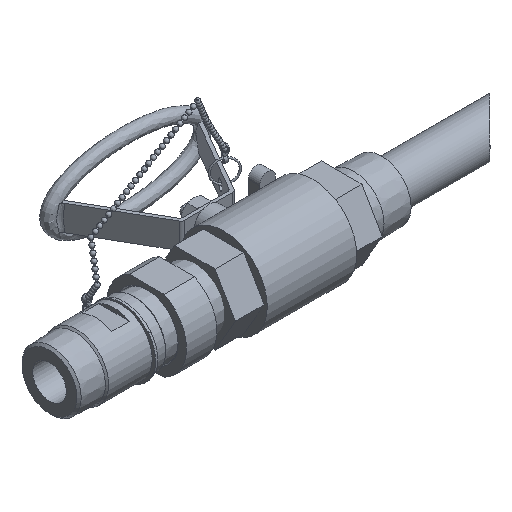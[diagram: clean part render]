
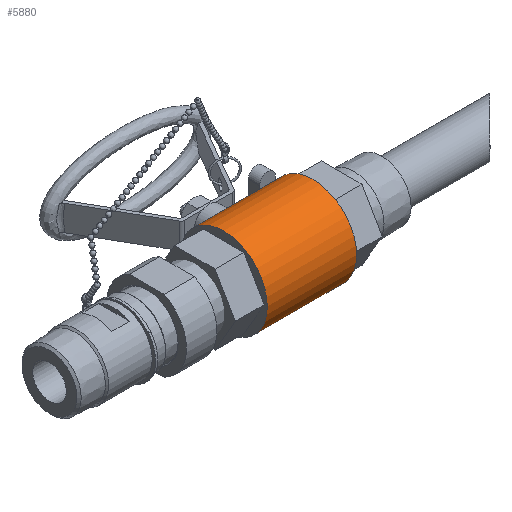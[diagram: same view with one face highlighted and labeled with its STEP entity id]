
A CAD part, isometric view. The second image highlights one B-rep face of the part: STEP entity #5880.
In plain terms, the highlighted cylindrical face has radius 34.722 mm (diameter 69.444 mm), a full revolution.
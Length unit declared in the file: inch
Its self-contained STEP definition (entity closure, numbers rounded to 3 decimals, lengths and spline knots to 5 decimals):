
#13=B_SPLINE_CURVE_WITH_KNOTS('',3,(#10241,#10242,#10243,#10244,#10245,
#10246,#10247,#10248,#10249,#10250,#10251,#10252,#10253,#10254,#10255,#10256,
#10257,#10258,#10259,#10260,#10261,#10262),.UNSPECIFIED.,.T.,.F.,(4,1,1,
1,1,1,1,1,1,1,1,1,1,1,1,1,1,1,1,4),(-14.79246,-14.08806,
-13.38365,-12.67925,-11.97485,-11.03564,
-10.80084,-10.56604,-10.09644,-9.15724,
-8.68764,-8.21803,-8.10063,-7.98323,
-7.74843,-7.27883,-6.80923,-6.33963,
-5.63522,-4.93082),.UNSPECIFIED.);
#204=FACE_BOUND('',#1111,.T.);
#205=FACE_BOUND('',#1112,.T.);
#435=CYLINDRICAL_SURFACE('',#6681,1.367);
#741=FACE_OUTER_BOUND('',#1110,.T.);
#1110=EDGE_LOOP('',(#4989,#4990,#4991,#4992));
#1111=EDGE_LOOP('',(#4993,#4994,#4995,#4996));
#1112=EDGE_LOOP('',(#4997));
#1412=LINE('',#10106,#1715);
#1414=LINE('',#10112,#1717);
#1420=LINE('',#10295,#1723);
#1715=VECTOR('',#8411,0.3937);
#1717=VECTOR('',#8417,0.3937);
#1723=VECTOR('',#8447,1.367);
#2182=CIRCLE('',#6656,1.367);
#2183=CIRCLE('',#6664,1.367);
#2184=CIRCLE('',#6666,1.367);
#2188=CIRCLE('',#6674,1.367);
#2664=VERTEX_POINT('',#10050);
#2677=VERTEX_POINT('',#10089);
#2678=VERTEX_POINT('',#10092);
#2679=VERTEX_POINT('',#10093);
#2684=VERTEX_POINT('',#10105);
#2686=VERTEX_POINT('',#10111);
#2691=VERTEX_POINT('',#10239);
#3433=EDGE_CURVE('',#2664,#2664,#2182,.T.);
#3452=EDGE_CURVE('',#2677,#2677,#2183,.T.);
#3453=EDGE_CURVE('',#2678,#2679,#2184,.T.);
#3459=EDGE_CURVE('',#2684,#2678,#1412,.T.);
#3462=EDGE_CURVE('',#2679,#2686,#1414,.T.);
#3467=EDGE_CURVE('',#2686,#2684,#2188,.T.);
#3472=EDGE_CURVE('',#2691,#2691,#13,.T.);
#3477=EDGE_CURVE('',#2677,#2664,#1420,.T.);
#4989=ORIENTED_EDGE('',*,*,#3452,.T.);
#4990=ORIENTED_EDGE('',*,*,#3477,.T.);
#4991=ORIENTED_EDGE('',*,*,#3433,.T.);
#4992=ORIENTED_EDGE('',*,*,#3477,.F.);
#4993=ORIENTED_EDGE('',*,*,#3459,.T.);
#4994=ORIENTED_EDGE('',*,*,#3453,.T.);
#4995=ORIENTED_EDGE('',*,*,#3462,.T.);
#4996=ORIENTED_EDGE('',*,*,#3467,.T.);
#4997=ORIENTED_EDGE('',*,*,#3472,.F.);
#5880=ADVANCED_FACE('',(#741,#204,#205),#435,.T.);
#6656=AXIS2_PLACEMENT_3D('',#10051,#8364,#8365);
#6664=AXIS2_PLACEMENT_3D('',#10090,#8398,#8399);
#6666=AXIS2_PLACEMENT_3D('',#10094,#8402,#8403);
#6674=AXIS2_PLACEMENT_3D('',#10121,#8428,#8429);
#6681=AXIS2_PLACEMENT_3D('',#10294,#8445,#8446);
#8364=DIRECTION('center_axis',(1.,0.,0.));
#8365=DIRECTION('ref_axis',(0.,1.,0.));
#8398=DIRECTION('center_axis',(-1.,0.,0.));
#8399=DIRECTION('ref_axis',(0.,1.,0.));
#8402=DIRECTION('center_axis',(1.,0.,0.));
#8403=DIRECTION('ref_axis',(0.,1.,0.));
#8411=DIRECTION('',(1.,0.,0.));
#8417=DIRECTION('',(-1.,0.,0.));
#8428=DIRECTION('center_axis',(-1.,0.,0.));
#8429=DIRECTION('ref_axis',(0.,1.,0.));
#8445=DIRECTION('center_axis',(1.,0.,0.));
#8446=DIRECTION('ref_axis',(0.,1.,0.));
#8447=DIRECTION('',(-1.,0.,0.));
#10050=CARTESIAN_POINT('',(-2.32835,-1.367,0.));
#10051=CARTESIAN_POINT('Origin',(-2.32835,0.,
0.));
#10089=CARTESIAN_POINT('',(0.47165,-1.367,0.));
#10090=CARTESIAN_POINT('Origin',(0.47165,0.,
0.));
#10092=CARTESIAN_POINT('',(0.37165,1.075,-0.84443));
#10093=CARTESIAN_POINT('',(0.37165,1.075,0.84443));
#10094=CARTESIAN_POINT('Origin',(0.37165,0.,
0.));
#10105=CARTESIAN_POINT('',(-0.12835,1.075,-0.84443));
#10106=CARTESIAN_POINT('',(-0.92835,1.075,-0.84443));
#10111=CARTESIAN_POINT('',(-0.12835,1.075,0.84443));
#10112=CARTESIAN_POINT('',(-0.92835,1.075,0.84443));
#10121=CARTESIAN_POINT('Origin',(-0.12835,0.,
0.));
#10239=CARTESIAN_POINT('',(-1.14555,1.26693,-0.5134));
#10241=CARTESIAN_POINT('Ctrl Pts',(-1.14555,1.26693,-0.5134));
#10242=CARTESIAN_POINT('Ctrl Pts',(-1.23197,1.27873,-0.48429));
#10243=CARTESIAN_POINT('Ctrl Pts',(-1.38669,1.3138,-0.39244));
#10244=CARTESIAN_POINT('Ctrl Pts',(-1.53269,1.36282,-0.17811));
#10245=CARTESIAN_POINT('Ctrl Pts',(-1.559,1.37281,0.07712));
#10246=CARTESIAN_POINT('Ctrl Pts',(-1.44661,1.33212,0.34032));
#10247=CARTESIAN_POINT('Ctrl Pts',(-1.25211,1.27952,0.48331));
#10248=CARTESIAN_POINT('Ctrl Pts',(-1.07647,1.25814,0.53473));
#10249=CARTESIAN_POINT('Ctrl Pts',(-0.95395,1.25007,
0.55321));
#10250=CARTESIAN_POINT('Ctrl Pts',(-0.73382,1.25533,
0.5414));
#10251=CARTESIAN_POINT('Ctrl Pts',(-0.51308,1.30239,
0.42987));
#10252=CARTESIAN_POINT('Ctrl Pts',(-0.37159,1.34649,
0.25161));
#10253=CARTESIAN_POINT('Ctrl Pts',(-0.32728,1.36202,
0.13246));
#10254=CARTESIAN_POINT('Ctrl Pts',(-0.31538,1.36627,
0.05065));
#10255=CARTESIAN_POINT('Ctrl Pts',(-0.31198,1.36749,
-0.00489));
#10256=CARTESIAN_POINT('Ctrl Pts',(-0.31844,1.36519,
-0.10189));
#10257=CARTESIAN_POINT('Ctrl Pts',(-0.36263,1.34943,
-0.23559));
#10258=CARTESIAN_POINT('Ctrl Pts',(-0.46473,1.3173,
-0.37254));
#10259=CARTESIAN_POINT('Ctrl Pts',(-0.62986,1.27614,-0.49467));
#10260=CARTESIAN_POINT('Ctrl Pts',(-0.8698,1.24432,-0.56545));
#10261=CARTESIAN_POINT('Ctrl Pts',(-1.05913,1.25513,-0.54251));
#10262=CARTESIAN_POINT('Ctrl Pts',(-1.14555,1.26693,-0.5134));
#10294=CARTESIAN_POINT('Origin',(-0.92835,0.,
0.));
#10295=CARTESIAN_POINT('',(-0.92835,-1.367,0.));
